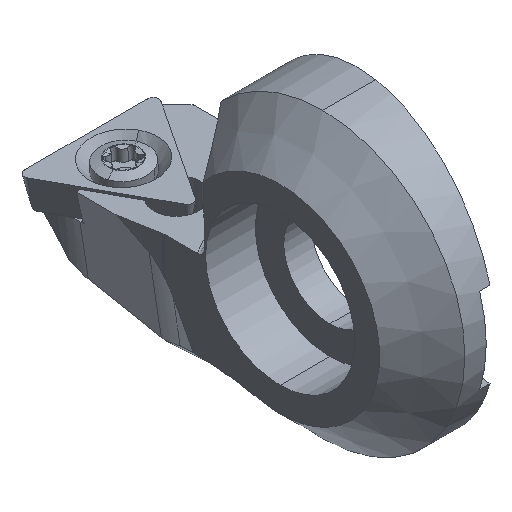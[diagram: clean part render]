
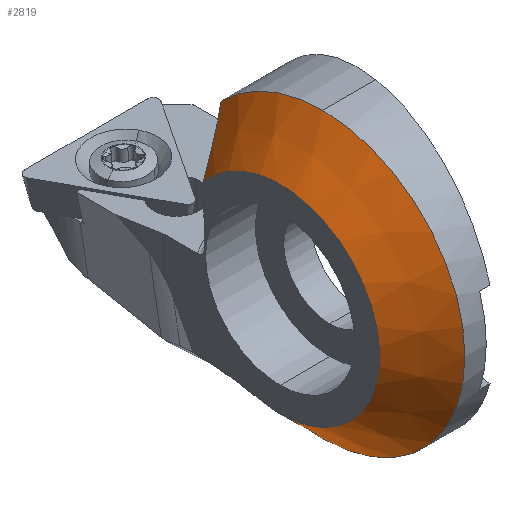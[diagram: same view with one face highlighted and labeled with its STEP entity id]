
A CAD part, isometric view. The second image highlights one B-rep face of the part: STEP entity #2819.
In plain terms, the highlighted conical face has half-angle 45 degrees and reference radius 10 mm.
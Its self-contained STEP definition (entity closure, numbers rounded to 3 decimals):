
#78 = VERTEX_POINT ( 'NONE', #3347 ) ;
#300 = CARTESIAN_POINT ( 'NONE',  ( -2.5, 7.158, 6.983 ) ) ;
#398 = DIRECTION ( 'NONE',  ( 0., -1., 0. ) ) ;
#409 = DIRECTION ( 'NONE',  ( -1., 0., 0. ) ) ;
#417 = EDGE_CURVE ( 'NONE', #1906, #1840, #1030, .T. ) ;
#419 = CARTESIAN_POINT ( 'NONE',  ( -2.5, 0., 0. ) ) ;
#979 = CONICAL_SURFACE ( 'NONE', #1402, 10., 0.785 ) ;
#996 = DIRECTION ( 'NONE',  ( 0., 1., 0. ) ) ;
#1006 = VECTOR ( 'NONE', #1603, 1000. ) ;
#1008 = CARTESIAN_POINT ( 'NONE',  ( -2.5, 0., 0. ) ) ;
#1020 = DIRECTION ( 'NONE',  ( 1., 0., 0. ) ) ;
#1030 = LINE ( 'NONE', #2456, #1006 ) ;
#1055 = AXIS2_PLACEMENT_3D ( 'NONE', #3329, #3374, #3459 ) ;
#1064 = AXIS2_PLACEMENT_3D ( 'NONE', #419, #409, #398 ) ;
#1083 = AXIS2_PLACEMENT_3D ( 'NONE', #2230, #2208, #2181 ) ;
#1093 = AXIS2_PLACEMENT_3D ( 'NONE', #2346, #2312, #2299 ) ;
#1244 = VERTEX_POINT ( 'NONE', #2463 ) ;
#1266 = B_SPLINE_CURVE_WITH_KNOTS ( 'NONE', 3,
 ( #3256, #3102, #3096, #3094, #3068, #3058 ),
 .UNSPECIFIED., .F., .F.,
 ( 4, 2, 4 ),
 ( 0., 0.002, 0.004 ),
 .UNSPECIFIED. ) ;
#1322 = ORIENTED_EDGE ( 'NONE', *, *, #3381, .F. ) ;
#1336 = ORIENTED_EDGE ( 'NONE', *, *, #3189, .T. ) ;
#1402 = AXIS2_PLACEMENT_3D ( 'NONE', #1008, #1020, #996 ) ;
#1579 = CIRCLE ( 'NONE', #1083, 10. ) ;
#1603 = DIRECTION ( 'NONE',  ( -0.707, -0.15, 0.691 ) ) ;
#1840 = VERTEX_POINT ( 'NONE', #2758 ) ;
#1906 = VERTEX_POINT ( 'NONE', #2790 ) ;
#1925 = ORIENTED_EDGE ( 'NONE', *, *, #417, .F. ) ;
#2145 = CARTESIAN_POINT ( 'NONE',  ( -5.5, 5.409, 4.443 ) ) ;
#2181 = DIRECTION ( 'NONE',  ( 0., -1., 0. ) ) ;
#2208 = DIRECTION ( 'NONE',  ( -1., 0., 0. ) ) ;
#2230 = CARTESIAN_POINT ( 'NONE',  ( -2.5, 0., 0. ) ) ;
#2299 = DIRECTION ( 'NONE',  ( 0., -1., 0. ) ) ;
#2312 = DIRECTION ( 'NONE',  ( -1., 0., 0. ) ) ;
#2346 = CARTESIAN_POINT ( 'NONE',  ( -2.5, 0., 0. ) ) ;
#2363 = ORIENTED_EDGE ( 'NONE', *, *, #3279, .T. ) ;
#2456 = CARTESIAN_POINT ( 'NONE',  ( -7.05, 1.153, -5.327 ) ) ;
#2463 = CARTESIAN_POINT ( 'NONE',  ( -2.5, 0., 10. ) ) ;
#2709 = ORIENTED_EDGE ( 'NONE', *, *, #3307, .F. ) ;
#2758 = CARTESIAN_POINT ( 'NONE',  ( -5.5, 1.481, -6.841 ) ) ;
#2790 = CARTESIAN_POINT ( 'NONE',  ( -2.5, 2.116, -9.774 ) ) ;
#2819 = ADVANCED_FACE ( 'NONE', ( #3519 ), #979, .T. ) ;
#2948 = CIRCLE ( 'NONE', #1055, 7. ) ;
#2987 = VERTEX_POINT ( 'NONE', #300 ) ;
#3058 = CARTESIAN_POINT ( 'NONE',  ( -2.5, 7.158, 6.983 ) ) ;
#3062 = CIRCLE ( 'NONE', #1064, 10. ) ;
#3068 = CARTESIAN_POINT ( 'NONE',  ( -3.011, 6.796, 6.622 ) ) ;
#3094 = CARTESIAN_POINT ( 'NONE',  ( -3.518, 6.473, 6.228 ) ) ;
#3096 = CARTESIAN_POINT ( 'NONE',  ( -4.52, 5.894, 5.381 ) ) ;
#3102 = CARTESIAN_POINT ( 'NONE',  ( -5.016, 5.637, 4.929 ) ) ;
#3121 = VERTEX_POINT ( 'NONE', #2145 ) ;
#3189 = EDGE_CURVE ( 'NONE', #78, #1244, #3485, .T. ) ;
#3195 = EDGE_CURVE ( 'NONE', #1244, #2987, #1579, .T. ) ;
#3256 = CARTESIAN_POINT ( 'NONE',  ( -5.5, 5.409, 4.443 ) ) ;
#3279 = EDGE_CURVE ( 'NONE', #1906, #78, #3062, .T. ) ;
#3307 = EDGE_CURVE ( 'NONE', #1840, #3121, #2948, .T. ) ;
#3329 = CARTESIAN_POINT ( 'NONE',  ( -5.5, 0., 0. ) ) ;
#3347 = CARTESIAN_POINT ( 'NONE',  ( -2.5, 0., -10. ) ) ;
#3374 = DIRECTION ( 'NONE',  ( -1., 0., 0. ) ) ;
#3381 = EDGE_CURVE ( 'NONE', #3121, #2987, #1266, .T. ) ;
#3438 = ORIENTED_EDGE ( 'NONE', *, *, #3195, .T. ) ;
#3459 = DIRECTION ( 'NONE',  ( 0., 1., 0. ) ) ;
#3480 = EDGE_LOOP ( 'NONE', ( #1925, #2363, #1336, #3438, #1322, #2709 ) ) ;
#3485 = CIRCLE ( 'NONE', #1093, 10. ) ;
#3519 = FACE_OUTER_BOUND ( 'NONE', #3480, .T. ) ;
